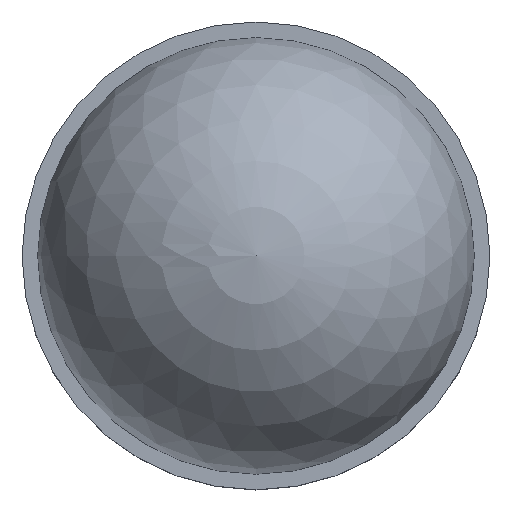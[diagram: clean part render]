
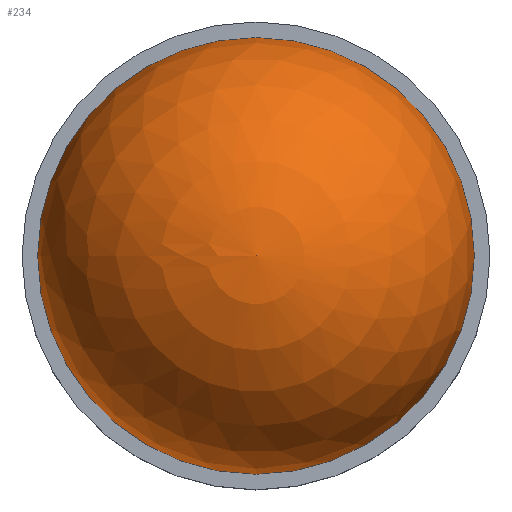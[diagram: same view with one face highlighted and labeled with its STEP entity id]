
A CAD part, top view. The second image highlights one B-rep face of the part: STEP entity #234.
In plain terms, the highlighted spherical face has radius 140 mm.
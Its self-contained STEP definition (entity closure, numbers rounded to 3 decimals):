
#13=SPHERICAL_SURFACE('',#280,140.);
#52=FACE_OUTER_BOUND('',#75,.T.);
#75=EDGE_LOOP('',(#194,#195,#196));
#111=CIRCLE('',#279,140.);
#112=CIRCLE('',#281,140.);
#129=VERTEX_POINT('',#413);
#130=VERTEX_POINT('',#416);
#152=EDGE_CURVE('',#129,#129,#111,.T.);
#153=EDGE_CURVE('',#130,#129,#112,.T.);
#194=ORIENTED_EDGE('',*,*,#152,.T.);
#195=ORIENTED_EDGE('',*,*,#153,.F.);
#196=ORIENTED_EDGE('',*,*,#153,.T.);
#234=ADVANCED_FACE('',(#52),#13,.T.);
#279=AXIS2_PLACEMENT_3D('',#414,#343,#344);
#280=AXIS2_PLACEMENT_3D('',#415,#345,#346);
#281=AXIS2_PLACEMENT_3D('',#417,#347,#348);
#343=DIRECTION('center_axis',(0.,0.,1.));
#344=DIRECTION('ref_axis',(0.,1.,0.));
#345=DIRECTION('center_axis',(0.,0.,1.));
#346=DIRECTION('ref_axis',(1.,0.,0.));
#347=DIRECTION('center_axis',(0.,-1.,0.));
#348=DIRECTION('ref_axis',(-1.,0.,0.));
#413=CARTESIAN_POINT('',(-140.,0.,60.));
#414=CARTESIAN_POINT('Origin',(0.,0.,60.));
#415=CARTESIAN_POINT('Origin',(0.,0.,60.));
#416=CARTESIAN_POINT('',(0.,0.,200.));
#417=CARTESIAN_POINT('Origin',(0.,0.,60.));
